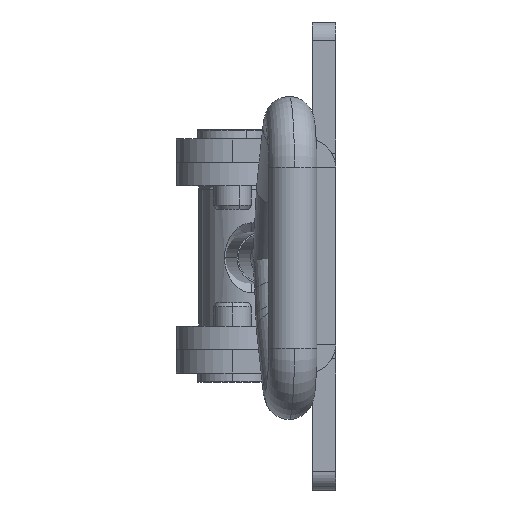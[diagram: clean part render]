
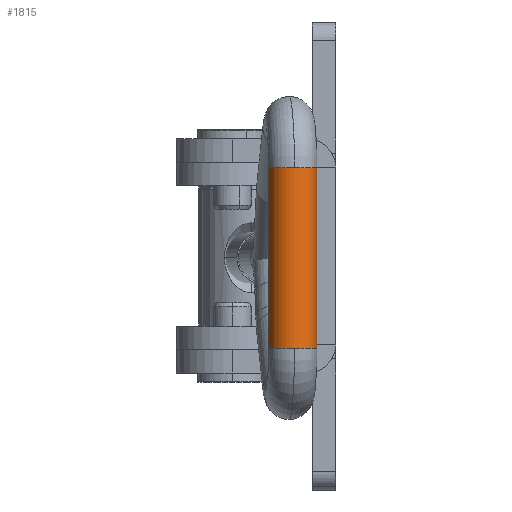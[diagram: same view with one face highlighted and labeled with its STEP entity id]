
A CAD part, left-side view. The second image highlights one B-rep face of the part: STEP entity #1815.
In plain terms, the highlighted cylindrical face has radius 2.59 mm (diameter 5.18 mm), a partial arc.
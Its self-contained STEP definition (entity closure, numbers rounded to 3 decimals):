
#14 = EDGE_CURVE ( 'NONE', #2251, #4021, #1108, .T. ) ;
#47 = EDGE_LOOP ( 'NONE', ( #439, #925, #719, #491, #1223, #301 ) ) ;
#107 = CARTESIAN_POINT ( 'NONE',  ( 9.65, 77.41, 2.59 ) ) ;
#176 = DIRECTION ( 'NONE',  ( 0., 0., 1. ) ) ;
#301 = ORIENTED_EDGE ( 'NONE', *, *, #1126, .F. ) ;
#428 = DIRECTION ( 'NONE',  ( -1., 0., 0. ) ) ;
#439 = ORIENTED_EDGE ( 'NONE', *, *, #4270, .T. ) ;
#441 = CARTESIAN_POINT ( 'NONE',  ( -9.65, 77.41, -2.59 ) ) ;
#491 = ORIENTED_EDGE ( 'NONE', *, *, #3775, .F. ) ;
#524 = DIRECTION ( 'NONE',  ( -1., 0., 0. ) ) ;
#661 = CARTESIAN_POINT ( 'NONE',  ( 9.65, 80., 0. ) ) ;
#719 = ORIENTED_EDGE ( 'NONE', *, *, #14, .T. ) ;
#885 = EDGE_CURVE ( 'NONE', #1104, #2251, #1151, .T. ) ;
#925 = ORIENTED_EDGE ( 'NONE', *, *, #885, .T. ) ;
#1008 = VECTOR ( 'NONE', #524, 1000. ) ;
#1075 = CIRCLE ( 'NONE', #3129, 2.59 ) ;
#1084 = CARTESIAN_POINT ( 'NONE',  ( -9.65, 77.41, 0. ) ) ;
#1104 = VERTEX_POINT ( 'NONE', #661 ) ;
#1108 = LINE ( 'NONE', #2911, #1008 ) ;
#1110 = CARTESIAN_POINT ( 'NONE',  ( -9.65, 77.41, 2.59 ) ) ;
#1126 = EDGE_CURVE ( 'NONE', #4038, #4191, #3023, .T. ) ;
#1151 = CIRCLE ( 'NONE', #4101, 2.59 ) ;
#1223 = ORIENTED_EDGE ( 'NONE', *, *, #3792, .F. ) ;
#1482 = DIRECTION ( 'NONE',  ( -1., 0., 0. ) ) ;
#1534 = DIRECTION ( 'NONE',  ( 0., 0., 1. ) ) ;
#1638 = DIRECTION ( 'NONE',  ( -1., 0., 0. ) ) ;
#1815 = ADVANCED_FACE ( 'NONE', ( #2815 ), #1912, .T. ) ;
#1886 = DIRECTION ( 'NONE',  ( -1., 0., 0. ) ) ;
#1912 = CYLINDRICAL_SURFACE ( 'NONE', #2944, 2.59 ) ;
#1976 = CARTESIAN_POINT ( 'NONE',  ( 9.65, 77.41, 0. ) ) ;
#2056 = CARTESIAN_POINT ( 'NONE',  ( 9.65, 77.41, 2.59 ) ) ;
#2251 = VERTEX_POINT ( 'NONE', #4220 ) ;
#2311 = CIRCLE ( 'NONE', #4025, 2.59 ) ;
#2318 = DIRECTION ( 'NONE',  ( 0., 0., 1. ) ) ;
#2365 = CARTESIAN_POINT ( 'NONE',  ( -9.65, 77.41, 0. ) ) ;
#2400 = DIRECTION ( 'NONE',  ( -1., 0., 0. ) ) ;
#2674 = CIRCLE ( 'NONE', #3372, 2.59 ) ;
#2693 = VECTOR ( 'NONE', #1482, 1000. ) ;
#2733 = CARTESIAN_POINT ( 'NONE',  ( 9.65, 77.41, 0. ) ) ;
#2789 = DIRECTION ( 'NONE',  ( -1., 0., 0. ) ) ;
#2815 = FACE_OUTER_BOUND ( 'NONE', #47, .T. ) ;
#2908 = DIRECTION ( 'NONE',  ( 0., 0., 1. ) ) ;
#2911 = CARTESIAN_POINT ( 'NONE',  ( 9.65, 77.41, -2.59 ) ) ;
#2937 = CARTESIAN_POINT ( 'NONE',  ( 9.65, 77.41, 0. ) ) ;
#2944 = AXIS2_PLACEMENT_3D ( 'NONE', #2937, #2789, #2908 ) ;
#3023 = LINE ( 'NONE', #2056, #2693 ) ;
#3093 = DIRECTION ( 'NONE',  ( 0., 0., 1. ) ) ;
#3129 = AXIS2_PLACEMENT_3D ( 'NONE', #1084, #1638, #1534 ) ;
#3372 = AXIS2_PLACEMENT_3D ( 'NONE', #2365, #2400, #2318 ) ;
#3541 = VERTEX_POINT ( 'NONE', #3840 ) ;
#3775 = EDGE_CURVE ( 'NONE', #3541, #4021, #1075, .T. ) ;
#3792 = EDGE_CURVE ( 'NONE', #4191, #3541, #2674, .T. ) ;
#3840 = CARTESIAN_POINT ( 'NONE',  ( -9.65, 80., 0. ) ) ;
#4021 = VERTEX_POINT ( 'NONE', #441 ) ;
#4025 = AXIS2_PLACEMENT_3D ( 'NONE', #2733, #428, #3093 ) ;
#4038 = VERTEX_POINT ( 'NONE', #107 ) ;
#4101 = AXIS2_PLACEMENT_3D ( 'NONE', #1976, #1886, #176 ) ;
#4191 = VERTEX_POINT ( 'NONE', #1110 ) ;
#4220 = CARTESIAN_POINT ( 'NONE',  ( 9.65, 77.41, -2.59 ) ) ;
#4270 = EDGE_CURVE ( 'NONE', #4038, #1104, #2311, .T. ) ;
